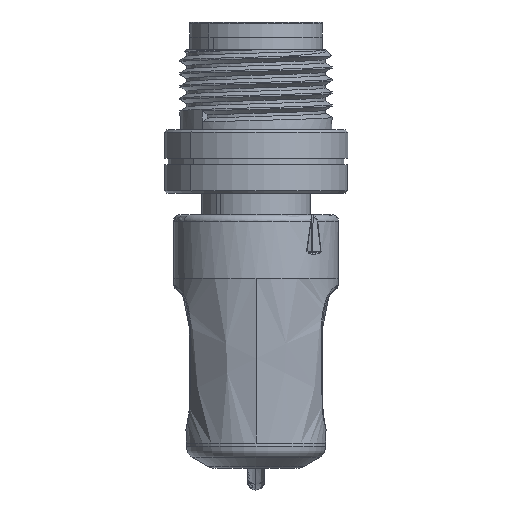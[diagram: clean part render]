
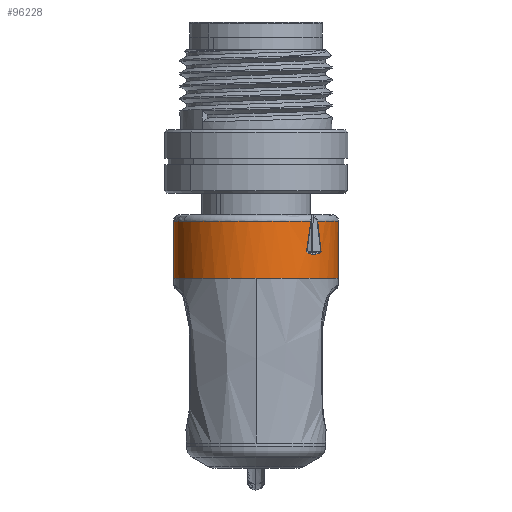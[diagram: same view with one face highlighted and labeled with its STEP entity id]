
A CAD part, left-side view. The second image highlights one B-rep face of the part: STEP entity #96228.
In plain terms, the highlighted cylindrical face has radius 6.5 mm (diameter 13 mm), a partial arc.
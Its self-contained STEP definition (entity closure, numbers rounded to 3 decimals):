
#561 = CARTESIAN_POINT ( 'NONE',  ( 0.896, 4.246, -4.923 ) ) ;
#821 = EDGE_CURVE ( 'NONE', #3202, #100518, #12404, .T. ) ;
#1763 = CARTESIAN_POINT ( 'NONE',  ( 2.949, 3.997, -5.126 ) ) ;
#3202 = VERTEX_POINT ( 'NONE', #55058 ) ;
#5221 = DIRECTION ( 'NONE',  ( 0., 0., -1. ) ) ;
#7677 = CYLINDRICAL_SURFACE ( 'NONE', #86463, 6.5 ) ;
#8022 = VERTEX_POINT ( 'NONE', #45057 ) ;
#8109 = DIRECTION ( 'NONE',  ( -1., 0., 0. ) ) ;
#8476 = CIRCLE ( 'NONE', #69639, 6.5 ) ;
#10033 = CARTESIAN_POINT ( 'NONE',  ( 2.89, 3.987, -5.134 ) ) ;
#10045 = CARTESIAN_POINT ( 'NONE',  ( 0.5, 4.864, -4.312 ) ) ;
#11421 = CARTESIAN_POINT ( 'NONE',  ( 2.889, 5.133, -3.988 ) ) ;
#11699 = CARTESIAN_POINT ( 'NONE',  ( 3.1, 0., 0. ) ) ;
#11939 = CARTESIAN_POINT ( 'NONE',  ( 3.059, 4.994, -4.161 ) ) ;
#12067 = CARTESIAN_POINT ( 'NONE',  ( 2.889, 5.133, -3.988 ) ) ;
#12404 = LINE ( 'NONE', #76047, #105982 ) ;
#16315 = CIRCLE ( 'NONE', #110382, 6.5 ) ;
#16716 = CARTESIAN_POINT ( 'NONE',  ( 0.5, 4.864, -4.312 ) ) ;
#21599 = CARTESIAN_POINT ( 'NONE',  ( 3.1, 4.469, -4.72 ) ) ;
#22437 = CARTESIAN_POINT ( 'NONE',  ( 2.09, 4.079, -5.062 ) ) ;
#24263 = DIRECTION ( 'NONE',  ( -1., 0., 0. ) ) ;
#32846 = EDGE_CURVE ( 'NONE', #100518, #69541, #16315, .T. ) ;
#32993 = EDGE_LOOP ( 'NONE', ( #73882, #70868, #88552, #59898, #57530, #124849, #127406, #132207, #131226, #121197, #35394 ) ) ;
#33164 = CARTESIAN_POINT ( 'NONE',  ( 0.5, 0., -6.5 ) ) ;
#33643 = CIRCLE ( 'NONE', #46833, 6.5 ) ;
#35394 = ORIENTED_EDGE ( 'NONE', *, *, #125302, .F. ) ;
#35645 = DIRECTION ( 'NONE',  ( -1., 0., 0. ) ) ;
#37373 = EDGE_CURVE ( 'NONE', #91015, #3202, #8476, .T. ) ;
#38033 = CARTESIAN_POINT ( 'NONE',  ( 0.5, 0., 0. ) ) ;
#39137 = DIRECTION ( 'NONE',  ( -1., 0., 0. ) ) ;
#40603 = VERTEX_POINT ( 'NONE', #60625 ) ;
#40837 = CARTESIAN_POINT ( 'NONE',  ( 3.006, 4.052, -5.083 ) ) ;
#41513 = CARTESIAN_POINT ( 'NONE',  ( 2.991, 4.031, -5.099 ) ) ;
#41843 = EDGE_CURVE ( 'NONE', #69541, #54563, #58331, .T. ) ;
#42895 = CARTESIAN_POINT ( 'NONE',  ( 2.09, 5.057, -4.085 ) ) ;
#42960 = EDGE_CURVE ( 'NONE', #60797, #91015, #133322, .T. ) ;
#43576 = CARTESIAN_POINT ( 'NONE',  ( 1.294, 4.966, -4.194 ) ) ;
#45057 = CARTESIAN_POINT ( 'NONE',  ( 0.5, 0., 6.5 ) ) ;
#46833 = AXIS2_PLACEMENT_3D ( 'NONE', #38033, #121605, #5221 ) ;
#49489 = CARTESIAN_POINT ( 'NONE',  ( 0., 0., 0. ) ) ;
#49583 = CARTESIAN_POINT ( 'NONE',  ( 0.5, 0., 0. ) ) ;
#49905 = DIRECTION ( 'NONE',  ( 0., 0., 1. ) ) ;
#51992 = CARTESIAN_POINT ( 'NONE',  ( 5., 0., 6.5 ) ) ;
#53384 = CARTESIAN_POINT ( 'NONE',  ( 5., 0., 0. ) ) ;
#53763 = CARTESIAN_POINT ( 'NONE',  ( 3.044, 5.031, -4.116 ) ) ;
#54563 = VERTEX_POINT ( 'NONE', #99067 ) ;
#54881 = DIRECTION ( 'NONE',  ( 1., 0., 0. ) ) ;
#55058 = CARTESIAN_POINT ( 'NONE',  ( 5., 0., -6.5 ) ) ;
#56104 = DIRECTION ( 'NONE',  ( -1., 0., 0. ) ) ;
#57530 = ORIENTED_EDGE ( 'NONE', *, *, #41843, .T. ) ;
#58094 = CARTESIAN_POINT ( 'NONE',  ( 2.89, 3.987, -5.134 ) ) ;
#58331 = B_SPLINE_CURVE_WITH_KNOTS ( 'NONE', 3,
 ( #125910, #561, #84131, #22437, #119704, #58094 ),
 .UNSPECIFIED., .F., .F.,
 ( 4, 2, 4 ),
 ( 0., 0.001, 0.002 ),
 .UNSPECIFIED. ) ;
#59898 = ORIENTED_EDGE ( 'NONE', *, *, #32846, .T. ) ;
#60625 = CARTESIAN_POINT ( 'NONE',  ( 3.1, 4.469, -4.72 ) ) ;
#60797 = VERTEX_POINT ( 'NONE', #51992 ) ;
#61148 = AXIS2_PLACEMENT_3D ( 'NONE', #53384, #56104, #117672 ) ;
#62758 = CARTESIAN_POINT ( 'NONE',  ( 5., 6.5, 0. ) ) ;
#65317 = B_SPLINE_CURVE_WITH_KNOTS ( 'NONE', 3,
 ( #12067, #94999, #42895, #43576, #114787, #10045 ),
 .UNSPECIFIED., .F., .F.,
 ( 4, 2, 4 ),
 ( 0., 0.001, 0.002 ),
 .UNSPECIFIED. ) ;
#68035 = CARTESIAN_POINT ( 'NONE',  ( 2.92, 5.136, -3.984 ) ) ;
#69541 = VERTEX_POINT ( 'NONE', #106808 ) ;
#69639 = AXIS2_PLACEMENT_3D ( 'NONE', #87616, #8109, #49905 ) ;
#70868 = ORIENTED_EDGE ( 'NONE', *, *, #37373, .T. ) ;
#72976 = CARTESIAN_POINT ( 'NONE',  ( 3.044, 4.116, -5.031 ) ) ;
#73024 = VERTEX_POINT ( 'NONE', #126524 ) ;
#73660 = CARTESIAN_POINT ( 'NONE',  ( 3.059, 4.16, -4.995 ) ) ;
#73882 = ORIENTED_EDGE ( 'NONE', *, *, #42960, .T. ) ;
#76047 = CARTESIAN_POINT ( 'NONE',  ( 0., 0., -6.5 ) ) ;
#76844 = EDGE_CURVE ( 'NONE', #73024, #93386, #124183, .T. ) ;
#78309 = DIRECTION ( 'NONE',  ( 1., 0., 0. ) ) ;
#79672 = DIRECTION ( 'NONE',  ( 0., 0., -1. ) ) ;
#80331 = CARTESIAN_POINT ( 'NONE',  ( 2.889, 5.133, -3.988 ) ) ;
#84131 = CARTESIAN_POINT ( 'NONE',  ( 1.293, 4.186, -4.973 ) ) ;
#85224 = CARTESIAN_POINT ( 'NONE',  ( 3.006, 5.082, -4.052 ) ) ;
#86249 = EDGE_CURVE ( 'NONE', #93386, #88786, #65317, .T. ) ;
#86463 = AXIS2_PLACEMENT_3D ( 'NONE', #49489, #39137, #122686 ) ;
#87616 = CARTESIAN_POINT ( 'NONE',  ( 5., 0., 0. ) ) ;
#88552 = ORIENTED_EDGE ( 'NONE', *, *, #821, .T. ) ;
#88786 = VERTEX_POINT ( 'NONE', #16716 ) ;
#89988 = CARTESIAN_POINT ( 'NONE',  ( 2.949, 5.125, -3.998 ) ) ;
#91015 = VERTEX_POINT ( 'NONE', #62758 ) ;
#93386 = VERTEX_POINT ( 'NONE', #11421 ) ;
#93703 = EDGE_CURVE ( 'NONE', #88786, #8022, #33643, .T. ) ;
#94863 = AXIS2_PLACEMENT_3D ( 'NONE', #11699, #54881, #98051 ) ;
#94999 = CARTESIAN_POINT ( 'NONE',  ( 2.489, 5.097, -4.034 ) ) ;
#95142 = B_SPLINE_CURVE_WITH_KNOTS ( 'NONE', 3,
 ( #10033, #125747, #1763, #41513, #40837, #72976, #73660, #104560, #114097, #21599 ),
 .UNSPECIFIED., .F., .F.,
 ( 4, 2, 2, 2, 4 ),
 ( 0., 0., 0., 0., 0.001 ),
 .UNSPECIFIED. ) ;
#96228 = ADVANCED_FACE ( 'NONE', ( #101547 ), #7677, .T. ) ;
#98051 = DIRECTION ( 'NONE',  ( 0., 0., 1. ) ) ;
#99067 = CARTESIAN_POINT ( 'NONE',  ( 2.89, 3.987, -5.134 ) ) ;
#100518 = VERTEX_POINT ( 'NONE', #33164 ) ;
#101547 = FACE_OUTER_BOUND ( 'NONE', #32993, .T. ) ;
#104560 = CARTESIAN_POINT ( 'NONE',  ( 3.093, 4.293, -4.882 ) ) ;
#105800 = CARTESIAN_POINT ( 'NONE',  ( 3.093, 4.881, -4.294 ) ) ;
#105982 = VECTOR ( 'NONE', #35645, 1000. ) ;
#106806 = EDGE_CURVE ( 'NONE', #54563, #40603, #95142, .T. ) ;
#106808 = CARTESIAN_POINT ( 'NONE',  ( 0.5, 4.307, -4.868 ) ) ;
#110382 = AXIS2_PLACEMENT_3D ( 'NONE', #49583, #78309, #79672 ) ;
#114097 = CARTESIAN_POINT ( 'NONE',  ( 3.1, 4.382, -4.802 ) ) ;
#114787 = CARTESIAN_POINT ( 'NONE',  ( 0.897, 4.916, -4.253 ) ) ;
#116691 = CARTESIAN_POINT ( 'NONE',  ( 2.99, 5.099, -4.032 ) ) ;
#116746 = LINE ( 'NONE', #119472, #126881 ) ;
#117672 = DIRECTION ( 'NONE',  ( 0., 0., 1. ) ) ;
#118062 = CARTESIAN_POINT ( 'NONE',  ( 3.1, 4.72, -4.469 ) ) ;
#118867 = CIRCLE ( 'NONE', #94863, 6.5 ) ;
#119420 = CARTESIAN_POINT ( 'NONE',  ( 3.1, 4.802, -4.383 ) ) ;
#119472 = CARTESIAN_POINT ( 'NONE',  ( 0., 0., 6.5 ) ) ;
#119704 = CARTESIAN_POINT ( 'NONE',  ( 2.489, 4.03, -5.1 ) ) ;
#121197 = ORIENTED_EDGE ( 'NONE', *, *, #93703, .T. ) ;
#121605 = DIRECTION ( 'NONE',  ( 1., 0., 0. ) ) ;
#122686 = DIRECTION ( 'NONE',  ( 0., 0., 1. ) ) ;
#124183 = B_SPLINE_CURVE_WITH_KNOTS ( 'NONE', 3,
 ( #118062, #119420, #105800, #11939, #53763, #85224, #116691, #89988, #68035, #80331 ),
 .UNSPECIFIED., .F., .F.,
 ( 4, 2, 2, 2, 4 ),
 ( 0., 0., 0.001, 0.001, 0.001 ),
 .UNSPECIFIED. ) ;
#124849 = ORIENTED_EDGE ( 'NONE', *, *, #106806, .T. ) ;
#125302 = EDGE_CURVE ( 'NONE', #60797, #8022, #116746, .T. ) ;
#125747 = CARTESIAN_POINT ( 'NONE',  ( 2.92, 3.984, -5.136 ) ) ;
#125910 = CARTESIAN_POINT ( 'NONE',  ( 0.5, 4.307, -4.868 ) ) ;
#126524 = CARTESIAN_POINT ( 'NONE',  ( 3.1, 4.72, -4.469 ) ) ;
#126881 = VECTOR ( 'NONE', #24263, 1000. ) ;
#127406 = ORIENTED_EDGE ( 'NONE', *, *, #135508, .T. ) ;
#131226 = ORIENTED_EDGE ( 'NONE', *, *, #86249, .T. ) ;
#132207 = ORIENTED_EDGE ( 'NONE', *, *, #76844, .T. ) ;
#133322 = CIRCLE ( 'NONE', #61148, 6.5 ) ;
#135508 = EDGE_CURVE ( 'NONE', #40603, #73024, #118867, .T. ) ;
